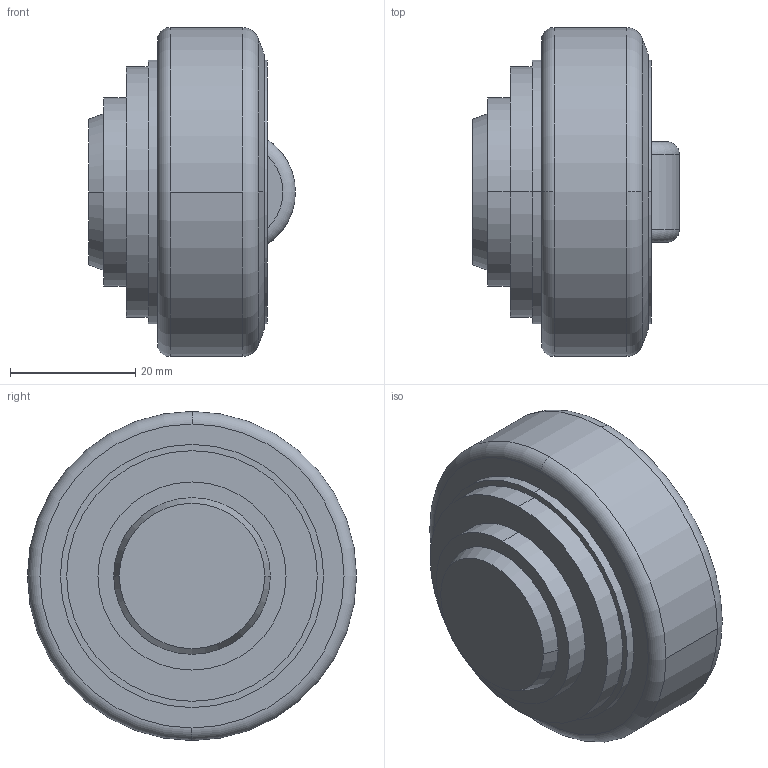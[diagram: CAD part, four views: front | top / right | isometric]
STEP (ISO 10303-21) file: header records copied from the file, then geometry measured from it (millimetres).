
FILE_DESCRIPTION(('STEP AP214'),'1');
FILE_NAME('4_053_HT.stp','2016-05-23T13:28:12',('TraceParts'),('TraceParts S.A.'),'Spatial InterOp 3D',' ',' ');
FILE_SCHEMA(('automotive_design'));
Length unit declared in the file: millimetre
Products named in the file (2): 1; 2
Bounding box: 33 x 52.5 x 52.5 mm (x, y, z)
Volume: 45768.7 mm3; surface area: 9914.5 mm2
Topology: 2 solids, 5 shells, 44 faces, 99 edges, 65 vertices
Faces by surface type: plane 18, cylinder 12, torus 10, cone 4
Entity records: 1453 total; most frequent: CARTESIAN_POINT 437, DIRECTION 229, ORIENTED_EDGE 186, AXIS2_PLACEMENT_3D 98, EDGE_CURVE 93, VERTEX_POINT 62, CIRCLE 52, EDGE_LOOP 47
